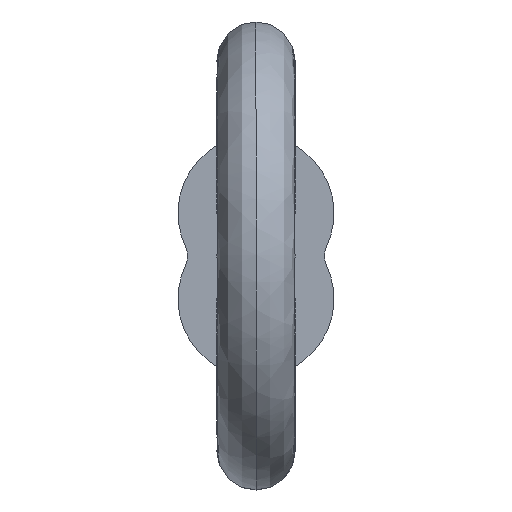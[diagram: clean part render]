
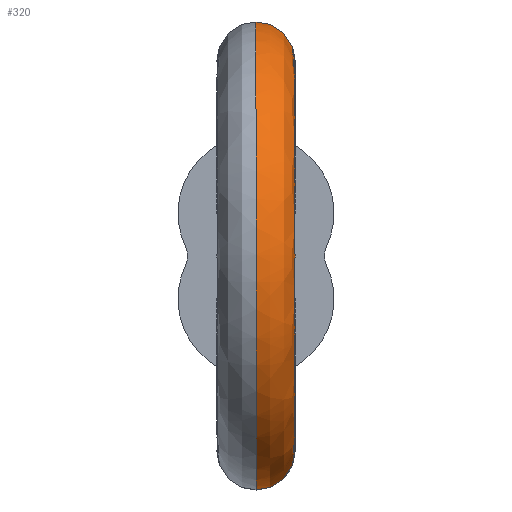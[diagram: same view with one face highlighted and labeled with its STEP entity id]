
A CAD part, left-side view. The second image highlights one B-rep face of the part: STEP entity #320.
In plain terms, the highlighted free-form (B-spline) face has degree [2, 2] with [5, 9] control points.
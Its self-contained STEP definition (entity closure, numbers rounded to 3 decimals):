
#320=ADVANCED_FACE('',(#413),#412,.T.);
#412=( BOUNDED_SURFACE() B_SPLINE_SURFACE( 2,2,((#786,#787,#788,#789,#790,#791,#792,#793,#794),(#795,#796,#797,#798,#799,#800,#801,#802,#803),(#804,#805,#806,#807,#808,#809,#810,#811,#812),(#813,#814,#815,#816,#817,#818,#819,#820,#821),(#822,#823,#824,#825,#826,#827,#828,#829,#830)), .UNSPECIFIED.,.F.,.T.,.F.) B_SPLINE_SURFACE_WITH_KNOTS((3,2,3),(3,2,2,2,3),(-3.142,-1.571,0.),(0.,1.571,3.142,4.712,6.283), .UNSPECIFIED. ) GEOMETRIC_REPRESENTATION_ITEM() RATIONAL_B_SPLINE_SURFACE(((1.,0.707,1.,0.707,1.,0.707,1.,0.707,1.),(0.707,0.5,0.707,0.5,0.707,0.5,0.707,0.5,0.707),(1.,0.707,1.,0.707,1.,0.707,1.,0.707,1.),(0.707,0.5,0.707,0.5,0.707,0.5,0.707,0.5,0.707),(1.,0.707,1.,0.707,1.,0.707,1.,0.707,1.))) REPRESENTATION_ITEM('') SURFACE() );
#413=FACE_OUTER_BOUND('',#831,.T.);
#786=CARTESIAN_POINT('',(-200.5,0.,0.));
#787=CARTESIAN_POINT('',(-200.5,0.,2.));
#788=CARTESIAN_POINT('',(-202.5,0.,2.));
#789=CARTESIAN_POINT('',(-204.5,0.,2.));
#790=CARTESIAN_POINT('',(-204.5,0.,0.));
#791=CARTESIAN_POINT('',(-204.5,0.,-2.));
#792=CARTESIAN_POINT('',(-202.5,0.,-2.));
#793=CARTESIAN_POINT('',(-200.5,0.,-2.));
#794=CARTESIAN_POINT('',(-200.5,0.,0.));
#795=CARTESIAN_POINT('',(-200.5,-0.5,0.));
#796=CARTESIAN_POINT('',(-200.5,-0.5,2.));
#797=CARTESIAN_POINT('',(-202.5,-0.5,2.));
#798=CARTESIAN_POINT('',(-204.5,-0.5,2.));
#799=CARTESIAN_POINT('',(-204.5,-0.5,0.));
#800=CARTESIAN_POINT('',(-204.5,-0.5,-2.));
#801=CARTESIAN_POINT('',(-202.5,-0.5,-2.));
#802=CARTESIAN_POINT('',(-200.5,-0.5,-2.));
#803=CARTESIAN_POINT('',(-200.5,-0.5,0.));
#804=CARTESIAN_POINT('',(-200.,-0.5,0.));
#805=CARTESIAN_POINT('',(-200.,-0.5,2.5));
#806=CARTESIAN_POINT('',(-202.5,-0.5,2.5));
#807=CARTESIAN_POINT('',(-205.,-0.5,2.5));
#808=CARTESIAN_POINT('',(-205.,-0.5,0.));
#809=CARTESIAN_POINT('',(-205.,-0.5,-2.5));
#810=CARTESIAN_POINT('',(-202.5,-0.5,-2.5));
#811=CARTESIAN_POINT('',(-200.,-0.5,-2.5));
#812=CARTESIAN_POINT('',(-200.,-0.5,0.));
#813=CARTESIAN_POINT('',(-199.5,-0.5,0.));
#814=CARTESIAN_POINT('',(-199.5,-0.5,3.));
#815=CARTESIAN_POINT('',(-202.5,-0.5,3.));
#816=CARTESIAN_POINT('',(-205.5,-0.5,3.));
#817=CARTESIAN_POINT('',(-205.5,-0.5,0.));
#818=CARTESIAN_POINT('',(-205.5,-0.5,-3.));
#819=CARTESIAN_POINT('',(-202.5,-0.5,-3.));
#820=CARTESIAN_POINT('',(-199.5,-0.5,-3.));
#821=CARTESIAN_POINT('',(-199.5,-0.5,0.));
#822=CARTESIAN_POINT('',(-199.5,0.,0.));
#823=CARTESIAN_POINT('',(-199.5,0.,3.));
#824=CARTESIAN_POINT('',(-202.5,0.,3.));
#825=CARTESIAN_POINT('',(-205.5,0.,3.));
#826=CARTESIAN_POINT('',(-205.5,0.,0.));
#827=CARTESIAN_POINT('',(-205.5,0.,-3.));
#828=CARTESIAN_POINT('',(-202.5,0.,-3.));
#829=CARTESIAN_POINT('',(-199.5,0.,-3.));
#830=CARTESIAN_POINT('',(-199.5,0.,0.));
#831=EDGE_LOOP('',(#1198,#1199,#1200,#1201));
#1198=ORIENTED_EDGE('',*,*,#1347,.F.);
#1199=ORIENTED_EDGE('',*,*,#1348,.F.);
#1200=ORIENTED_EDGE('',*,*,#1349,.T.);
#1201=ORIENTED_EDGE('',*,*,#1350,.T.);
#1347=EDGE_CURVE('',#1487,#1480,#1500,.T.);
#1348=EDGE_CURVE('',#1506,#1487,#1507,.T.);
#1349=EDGE_CURVE('',#1506,#1513,#1514,.T.);
#1350=EDGE_CURVE('',#1513,#1480,#1520,.T.);
#1480=VERTEX_POINT('',#1970);
#1487=VERTEX_POINT('',#1973);
#1500=CIRCLE('',#1983,0.5);
#1506=VERTEX_POINT('',#1984);
#1507=(BOUNDED_CURVE() B_SPLINE_CURVE(2,(#1985,#1986,#1987,#1988,#1989,#1990,#1991,#1992,#1993),.UNSPECIFIED.,.F.,.F.) B_SPLINE_CURVE_WITH_KNOTS((3,2,2,2,3),(1.135,1.571,3.142,4.712,5.148),.UNSPECIFIED.) CURVE() GEOMETRIC_REPRESENTATION_ITEM() RATIONAL_B_SPLINE_CURVE((0.883,0.919,1.,0.707,1.,0.707,1.,0.919,0.883)) REPRESENTATION_ITEM('') );
#1513=VERTEX_POINT('',#1994);
#1514=CIRCLE('',#1998,0.5);
#1520=(BOUNDED_CURVE() B_SPLINE_CURVE(2,(#1999,#2000,#2001,#2002,#2003,#2004,#2005,#2006,#2007),.UNSPECIFIED.,.F.,.F.) B_SPLINE_CURVE_WITH_KNOTS((3,2,2,2,3),(1.135,1.571,3.142,4.712,5.148),.UNSPECIFIED.) CURVE() GEOMETRIC_REPRESENTATION_ITEM() RATIONAL_B_SPLINE_CURVE((0.883,0.919,1.,0.707,1.,0.707,1.,0.919,0.883)) REPRESENTATION_ITEM('') );
#1970=CARTESIAN_POINT('',(-201.275,0.,-2.739));
#1973=CARTESIAN_POINT('',(-201.683,0.,-1.826));
#1980=CARTESIAN_POINT('',(-201.479,0.,-2.282));
#1981=DIRECTION('',(0.913,0.,0.408));
#1982=DIRECTION('',(0.408,0.,-0.913));
#1983=AXIS2_PLACEMENT_3D('',#1980,#1981,#1982);
#1984=CARTESIAN_POINT('',(-201.683,0.,1.826));
#1985=CARTESIAN_POINT('',(-201.683,0.,1.826));
#1986=CARTESIAN_POINT('',(-202.073,0.,2.));
#1987=CARTESIAN_POINT('',(-202.5,0.,2.));
#1988=CARTESIAN_POINT('',(-204.5,0.,2.));
#1989=CARTESIAN_POINT('',(-204.5,0.,0.));
#1990=CARTESIAN_POINT('',(-204.5,0.,-2.));
#1991=CARTESIAN_POINT('',(-202.5,0.,-2.));
#1992=CARTESIAN_POINT('',(-202.073,0.,-2.));
#1993=CARTESIAN_POINT('',(-201.683,0.,-1.826));
#1994=CARTESIAN_POINT('',(-201.275,0.,2.739));
#1995=CARTESIAN_POINT('',(-201.479,0.,2.282));
#1996=DIRECTION('',(-0.913,0.,0.408));
#1997=DIRECTION('',(0.408,0.,0.913));
#1998=AXIS2_PLACEMENT_3D('',#1995,#1996,#1997);
#1999=CARTESIAN_POINT('',(-201.275,0.,2.739));
#2000=CARTESIAN_POINT('',(-201.86,0.,3.));
#2001=CARTESIAN_POINT('',(-202.5,0.,3.));
#2002=CARTESIAN_POINT('',(-205.5,0.,3.));
#2003=CARTESIAN_POINT('',(-205.5,0.,0.));
#2004=CARTESIAN_POINT('',(-205.5,0.,-3.));
#2005=CARTESIAN_POINT('',(-202.5,0.,-3.));
#2006=CARTESIAN_POINT('',(-201.86,0.,-3.));
#2007=CARTESIAN_POINT('',(-201.275,0.,-2.739));
